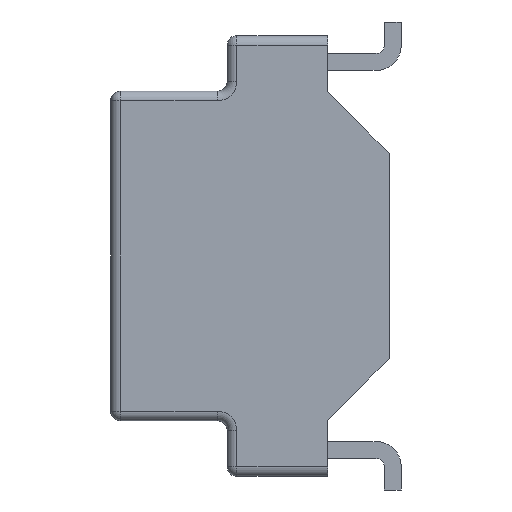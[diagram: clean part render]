
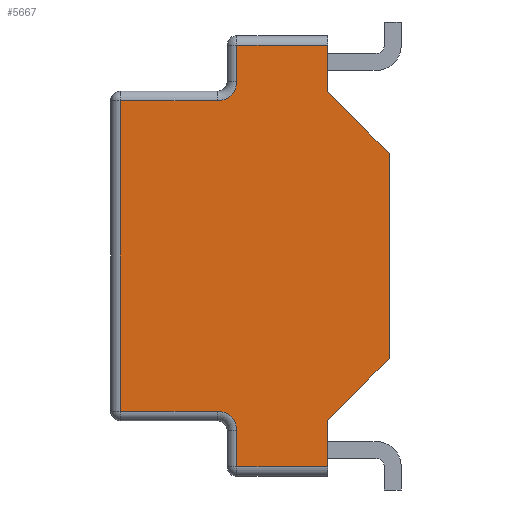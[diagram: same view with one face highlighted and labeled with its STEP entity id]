
A CAD part, left-side view. The second image highlights one B-rep face of the part: STEP entity #5667.
In plain terms, the highlighted planar face has unit normal (-1, 0, 0).
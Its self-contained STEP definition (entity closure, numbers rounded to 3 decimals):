
#64 = AXIS2_PLACEMENT_3D ( 'NONE', #1873, #5920, #5013 ) ;
#122 = ORIENTED_EDGE ( 'NONE', *, *, #5682, .T. ) ;
#124 = AXIS2_PLACEMENT_3D ( 'NONE', #872, #825, #488 ) ;
#147 = LINE ( 'NONE', #1793, #596 ) ;
#355 = ORIENTED_EDGE ( 'NONE', *, *, #5703, .F. ) ;
#357 = VERTEX_POINT ( 'NONE', #1723 ) ;
#488 = DIRECTION ( 'NONE',  ( 0., 0., -1. ) ) ;
#515 = LINE ( 'NONE', #2803, #5340 ) ;
#596 = VECTOR ( 'NONE', #4563, 1000. ) ;
#693 = DIRECTION ( 'NONE',  ( 0., 0., -1. ) ) ;
#741 = VECTOR ( 'NONE', #3892, 1000. ) ;
#797 = ORIENTED_EDGE ( 'NONE', *, *, #5693, .T. ) ;
#825 = DIRECTION ( 'NONE',  ( -1., 0., 0. ) ) ;
#872 = CARTESIAN_POINT ( 'NONE',  ( -6.35, 2.27, 3.6 ) ) ;
#901 = LINE ( 'NONE', #2263, #1401 ) ;
#1035 = VECTOR ( 'NONE', #4286, 1000. ) ;
#1175 = ORIENTED_EDGE ( 'NONE', *, *, #4931, .F. ) ;
#1205 = DIRECTION ( 'NONE',  ( 0., 0., -1. ) ) ;
#1245 = CARTESIAN_POINT ( 'NONE',  ( -6.35, 1.87, -4.545 ) ) ;
#1253 = CARTESIAN_POINT ( 'NONE',  ( -6.35, 1.87, -4.345 ) ) ;
#1345 = CARTESIAN_POINT ( 'NONE',  ( -6.35, -1.27, 2.12 ) ) ;
#1389 = VERTEX_POINT ( 'NONE', #5546 ) ;
#1401 = VECTOR ( 'NONE', #3660, 1000. ) ;
#1405 = ORIENTED_EDGE ( 'NONE', *, *, #4957, .F. ) ;
#1441 = CARTESIAN_POINT ( 'NONE',  ( -6.35, 1.87, 3.4 ) ) ;
#1685 = VERTEX_POINT ( 'NONE', #1345 ) ;
#1716 = CARTESIAN_POINT ( 'NONE',  ( -6.35, 0., -3.39 ) ) ;
#1723 = CARTESIAN_POINT ( 'NONE',  ( -6.35, -1.27, -2.12 ) ) ;
#1793 = CARTESIAN_POINT ( 'NONE',  ( -6.35, 4.191, -4.345 ) ) ;
#1873 = CARTESIAN_POINT ( 'NONE',  ( -6.35, 2.27, -3.6 ) ) ;
#1888 = VERTEX_POINT ( 'NONE', #4423 ) ;
#2066 = CARTESIAN_POINT ( 'NONE',  ( -6.35, 4.27, -3.2 ) ) ;
#2105 = VERTEX_POINT ( 'NONE', #3419 ) ;
#2106 = CARTESIAN_POINT ( 'NONE',  ( -6.35, 0., -4.345 ) ) ;
#2179 = ORIENTED_EDGE ( 'NONE', *, *, #4892, .T. ) ;
#2182 = VERTEX_POINT ( 'NONE', #5159 ) ;
#2231 = CARTESIAN_POINT ( 'NONE',  ( -6.35, 0., 4.345 ) ) ;
#2263 = CARTESIAN_POINT ( 'NONE',  ( -6.35, 4.191, 4.345 ) ) ;
#2374 = FACE_OUTER_BOUND ( 'NONE', #3562, .T. ) ;
#2398 = CARTESIAN_POINT ( 'NONE',  ( -6.35, -1.27, 2. ) ) ;
#2463 = VERTEX_POINT ( 'NONE', #4663 ) ;
#2515 = DIRECTION ( 'NONE',  ( 0., 0.707, 0.707 ) ) ;
#2693 = CIRCLE ( 'NONE', #124, 0.4 ) ;
#2720 = CARTESIAN_POINT ( 'NONE',  ( -6.35, 2.673, 6.063 ) ) ;
#2767 = VECTOR ( 'NONE', #693, 1000. ) ;
#2803 = CARTESIAN_POINT ( 'NONE',  ( -6.35, -1.872, -1.518 ) ) ;
#2827 = VECTOR ( 'NONE', #3551, 1000. ) ;
#2868 = VERTEX_POINT ( 'NONE', #4646 ) ;
#2907 = LINE ( 'NONE', #1441, #3295 ) ;
#2909 = LINE ( 'NONE', #3657, #2827 ) ;
#2925 = ORIENTED_EDGE ( 'NONE', *, *, #5634, .T. ) ;
#2951 = DIRECTION ( 'NONE',  ( 0., -0.707, 0.707 ) ) ;
#2974 = DIRECTION ( 'NONE',  ( 0., 0., -1. ) ) ;
#3001 = CARTESIAN_POINT ( 'NONE',  ( -6.35, 4.27, 4.545 ) ) ;
#3059 = DIRECTION ( 'NONE',  ( 0., 0., -1. ) ) ;
#3084 = DIRECTION ( 'NONE',  ( 1., 0., 0. ) ) ;
#3092 = CARTESIAN_POINT ( 'NONE',  ( -6.35, 4.191, 4.545 ) ) ;
#3150 = LINE ( 'NONE', #2398, #1035 ) ;
#3223 = VECTOR ( 'NONE', #2974, 1000. ) ;
#3227 = PLANE ( 'NONE',  #5514 ) ;
#3295 = VECTOR ( 'NONE', #1205, 1000. ) ;
#3326 = VERTEX_POINT ( 'NONE', #2066 ) ;
#3355 = VECTOR ( 'NONE', #2515, 1000. ) ;
#3376 = ORIENTED_EDGE ( 'NONE', *, *, #4926, .T. ) ;
#3385 = ORIENTED_EDGE ( 'NONE', *, *, #5614, .T. ) ;
#3419 = CARTESIAN_POINT ( 'NONE',  ( -6.35, 2.27, 3.2 ) ) ;
#3523 = DIRECTION ( 'NONE',  ( 0., 1., 0. ) ) ;
#3551 = DIRECTION ( 'NONE',  ( 0., -1., 0. ) ) ;
#3562 = EDGE_LOOP ( 'NONE', ( #5484, #2179, #3376, #1175, #3385, #3818, #2925, #1405, #3885, #3721, #5597, #122, #355, #797 ) ) ;
#3619 = VECTOR ( 'NONE', #3523, 1000. ) ;
#3657 = CARTESIAN_POINT ( 'NONE',  ( -6.35, 1.791, -3.2 ) ) ;
#3660 = DIRECTION ( 'NONE',  ( 0., 1., 0. ) ) ;
#3678 = CARTESIAN_POINT ( 'NONE',  ( -6.35, 4.191, 3.2 ) ) ;
#3721 = ORIENTED_EDGE ( 'NONE', *, *, #4965, .T. ) ;
#3736 = LINE ( 'NONE', #5010, #4713 ) ;
#3787 = CARTESIAN_POINT ( 'NONE',  ( -6.35, 0., 4.545 ) ) ;
#3805 = CIRCLE ( 'NONE', #64, 0.4 ) ;
#3818 = ORIENTED_EDGE ( 'NONE', *, *, #5670, .T. ) ;
#3861 = LINE ( 'NONE', #1245, #2767 ) ;
#3885 = ORIENTED_EDGE ( 'NONE', *, *, #4995, .T. ) ;
#3892 = DIRECTION ( 'NONE',  ( 0., 0., 1. ) ) ;
#3920 = LINE ( 'NONE', #2720, #3355 ) ;
#4133 = VERTEX_POINT ( 'NONE', #4453 ) ;
#4286 = DIRECTION ( 'NONE',  ( 0., 0., -1. ) ) ;
#4423 = CARTESIAN_POINT ( 'NONE',  ( -6.35, 0., 3.39 ) ) ;
#4436 = VERTEX_POINT ( 'NONE', #2106 ) ;
#4453 = CARTESIAN_POINT ( 'NONE',  ( -6.35, 1.87, 3.6 ) ) ;
#4495 = VERTEX_POINT ( 'NONE', #2231 ) ;
#4532 = VERTEX_POINT ( 'NONE', #1253 ) ;
#4563 = DIRECTION ( 'NONE',  ( 0., -1., 0. ) ) ;
#4573 = LINE ( 'NONE', #3678, #3619 ) ;
#4646 = CARTESIAN_POINT ( 'NONE',  ( -6.35, 1.87, 4.345 ) ) ;
#4663 = CARTESIAN_POINT ( 'NONE',  ( -6.35, 1.87, -3.6 ) ) ;
#4713 = VECTOR ( 'NONE', #5239, 1000. ) ;
#4892 = EDGE_CURVE ( 'NONE', #4495, #2868, #901, .T. ) ;
#4919 = LINE ( 'NONE', #3001, #3223 ) ;
#4926 = EDGE_CURVE ( 'NONE', #2868, #4133, #2907, .T. ) ;
#4931 = EDGE_CURVE ( 'NONE', #2105, #4133, #2693, .T. ) ;
#4957 = EDGE_CURVE ( 'NONE', #2463, #2182, #3805, .T. ) ;
#4965 = EDGE_CURVE ( 'NONE', #4532, #4436, #147, .T. ) ;
#4995 = EDGE_CURVE ( 'NONE', #2463, #4532, #3861, .T. ) ;
#5010 = CARTESIAN_POINT ( 'NONE',  ( -6.35, 0., 4.545 ) ) ;
#5013 = DIRECTION ( 'NONE',  ( 0., 0., -1. ) ) ;
#5159 = CARTESIAN_POINT ( 'NONE',  ( -6.35, 2.27, -3.2 ) ) ;
#5194 = LINE ( 'NONE', #3787, #741 ) ;
#5239 = DIRECTION ( 'NONE',  ( 0., 0., 1. ) ) ;
#5340 = VECTOR ( 'NONE', #2951, 1000. ) ;
#5426 = EDGE_CURVE ( 'NONE', #4436, #5795, #3736, .T. ) ;
#5484 = ORIENTED_EDGE ( 'NONE', *, *, #5594, .T. ) ;
#5514 = AXIS2_PLACEMENT_3D ( 'NONE', #3092, #3084, #3059 ) ;
#5546 = CARTESIAN_POINT ( 'NONE',  ( -6.35, 4.27, 3.2 ) ) ;
#5594 = EDGE_CURVE ( 'NONE', #1888, #4495, #5194, .T. ) ;
#5597 = ORIENTED_EDGE ( 'NONE', *, *, #5426, .T. ) ;
#5614 = EDGE_CURVE ( 'NONE', #2105, #1389, #4573, .T. ) ;
#5634 = EDGE_CURVE ( 'NONE', #3326, #2182, #2909, .T. ) ;
#5667 = ADVANCED_FACE ( 'NONE', ( #2374 ), #3227, .F. ) ;
#5670 = EDGE_CURVE ( 'NONE', #1389, #3326, #4919, .T. ) ;
#5682 = EDGE_CURVE ( 'NONE', #5795, #357, #515, .T. ) ;
#5693 = EDGE_CURVE ( 'NONE', #1685, #1888, #3920, .T. ) ;
#5703 = EDGE_CURVE ( 'NONE', #1685, #357, #3150, .T. ) ;
#5795 = VERTEX_POINT ( 'NONE', #1716 ) ;
#5920 = DIRECTION ( 'NONE',  ( -1., 0., 0. ) ) ;
